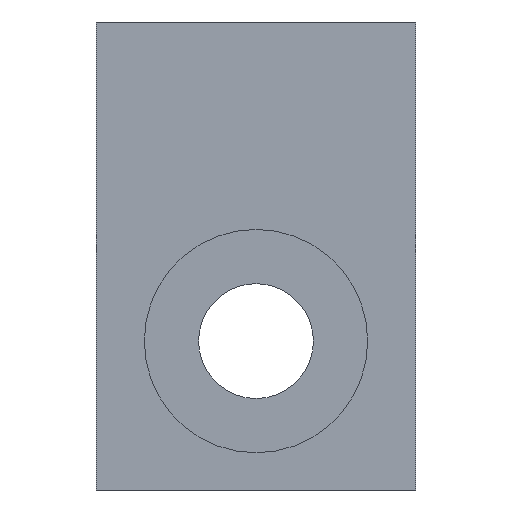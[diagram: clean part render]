
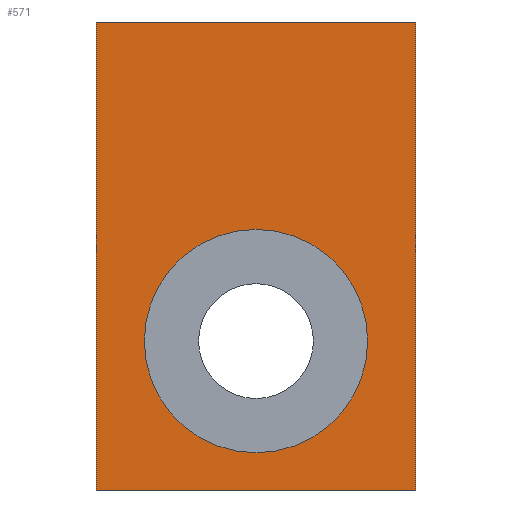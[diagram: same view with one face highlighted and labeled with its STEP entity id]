
A CAD part, left-side view. The second image highlights one B-rep face of the part: STEP entity #571.
In plain terms, the highlighted planar face has unit normal (-1, 0, 0).
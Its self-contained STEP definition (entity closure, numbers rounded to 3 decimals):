
#14=DIRECTION('',(0.,0.,1.));
#15=VECTOR('',#14,22.);
#16=CARTESIAN_POINT('',(-16.,-7.5,-22.));
#17=LINE('',#16,#15);
#112=DIRECTION('',(0.,1.,0.));
#113=VECTOR('',#112,15.);
#114=CARTESIAN_POINT('',(-16.,-7.5,-22.));
#115=LINE('',#114,#113);
#116=CARTESIAN_POINT('',(-16.,0.,-15.));
#117=DIRECTION('',(-1.,0.,0.));
#118=DIRECTION('',(0.,1.,0.));
#119=AXIS2_PLACEMENT_3D('',#116,#117,#118);
#121=CARTESIAN_POINT('',(-16.,0.,-15.));
#122=DIRECTION('',(-1.,0.,0.));
#123=DIRECTION('',(0.,-1.,0.));
#124=AXIS2_PLACEMENT_3D('',#121,#122,#123);
#190=DIRECTION('',(0.,1.,0.));
#191=VECTOR('',#190,15.);
#192=CARTESIAN_POINT('',(-16.,-7.5,0.));
#193=LINE('',#192,#191);
#228=DIRECTION('',(0.,0.,1.));
#229=VECTOR('',#228,22.);
#230=CARTESIAN_POINT('',(-16.,7.5,-22.));
#231=LINE('',#230,#229);
#314=CARTESIAN_POINT('',(-16.,-7.5,0.));
#316=VERTEX_POINT('',#314);
#323=CARTESIAN_POINT('',(-16.,-7.5,-22.));
#325=VERTEX_POINT('',#323);
#326=CARTESIAN_POINT('',(-16.,7.5,0.));
#328=VERTEX_POINT('',#326);
#335=CARTESIAN_POINT('',(-16.,7.5,-22.));
#337=VERTEX_POINT('',#335);
#354=CARTESIAN_POINT('',(-16.,5.25,-15.));
#355=CARTESIAN_POINT('',(-16.,-5.25,-15.));
#356=VERTEX_POINT('',#354);
#357=VERTEX_POINT('',#355);
#552=CARTESIAN_POINT('',(-16.,-7.5,-22.));
#553=DIRECTION('',(-1.,0.,0.));
#554=DIRECTION('',(0.,0.,1.));
#555=AXIS2_PLACEMENT_3D('',#552,#553,#554);
#556=PLANE('',#555);
#557=ORIENTED_EDGE('',*,*,#419,.F.);
#559=ORIENTED_EDGE('',*,*,#558,.T.);
#561=ORIENTED_EDGE('',*,*,#560,.T.);
#563=ORIENTED_EDGE('',*,*,#562,.F.);
#564=EDGE_LOOP('',(#557,#559,#561,#563));
#565=FACE_OUTER_BOUND('',#564,.F.);
#566=ORIENTED_EDGE('',*,*,#542,.T.);
#568=ORIENTED_EDGE('',*,*,#567,.T.);
#569=EDGE_LOOP('',(#566,#568));
#570=FACE_BOUND('',#569,.F.);
#571=ADVANCED_FACE('',(#565,#570),#556,.T.);
#120=CIRCLE('',#119,5.25);
#125=CIRCLE('',#124,5.25);
#419=EDGE_CURVE('',#325,#316,#17,.T.);
#542=EDGE_CURVE('',#356,#357,#120,.T.);
#558=EDGE_CURVE('',#325,#337,#115,.T.);
#560=EDGE_CURVE('',#337,#328,#231,.T.);
#562=EDGE_CURVE('',#316,#328,#193,.T.);
#567=EDGE_CURVE('',#357,#356,#125,.T.);
